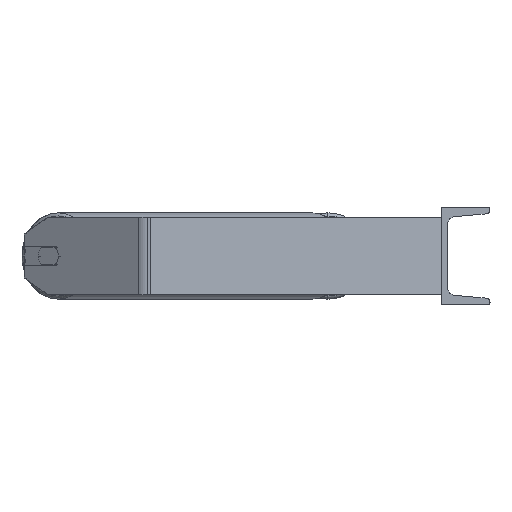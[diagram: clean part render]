
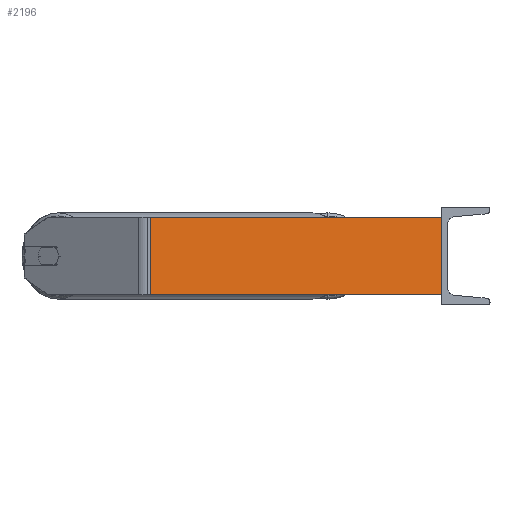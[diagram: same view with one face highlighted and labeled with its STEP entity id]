
A CAD part, left-side view. The second image highlights one B-rep face of the part: STEP entity #2196.
In plain terms, the highlighted planar face has unit normal (-0.985, -0.174, 0).
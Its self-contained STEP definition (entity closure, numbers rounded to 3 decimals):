
#192 = CARTESIAN_POINT ( 'NONE',  ( -739.027, 306.404, -40. ) ) ;
#211 = EDGE_CURVE ( 'NONE', #7843, #5458, #2254, .T. ) ;
#392 = DIRECTION ( 'NONE',  ( -0.174, 0.985, 0. ) ) ;
#651 = VERTEX_POINT ( 'NONE', #1329 ) ;
#860 = CARTESIAN_POINT ( 'NONE',  ( -737.876, 299.877, -40. ) ) ;
#1242 = DIRECTION ( 'NONE',  ( 0., 0., -1. ) ) ;
#1287 = AXIS2_PLACEMENT_3D ( 'NONE', #3941, #1894, #392 ) ;
#1329 = CARTESIAN_POINT ( 'NONE',  ( -737.876, 299.877, 40. ) ) ;
#1737 = PLANE ( 'NONE',  #1287 ) ;
#1843 = FACE_OUTER_BOUND ( 'NONE', #7927, .T. ) ;
#1894 = DIRECTION ( 'NONE',  ( 0.985, 0.174, 0. ) ) ;
#1947 = LINE ( 'NONE', #8220, #8458 ) ;
#2028 = LINE ( 'NONE', #7539, #9129 ) ;
#2196 = ADVANCED_FACE ( 'NONE', ( #1843 ), #1737, .F. ) ;
#2217 = DIRECTION ( 'NONE',  ( 0.174, -0.985, 0. ) ) ;
#2254 = LINE ( 'NONE', #192, #3005 ) ;
#2278 = EDGE_CURVE ( 'NONE', #651, #6853, #5649, .T. ) ;
#3005 = VECTOR ( 'NONE', #4304, 1000. ) ;
#3319 = DIRECTION ( 'NONE',  ( 0., 0., -1. ) ) ;
#3402 = VECTOR ( 'NONE', #2217, 1000. ) ;
#3941 = CARTESIAN_POINT ( 'NONE',  ( -739.027, 306.404, 40. ) ) ;
#4304 = DIRECTION ( 'NONE',  ( 0.174, -0.985, 0. ) ) ;
#4313 = CARTESIAN_POINT ( 'NONE',  ( -739.027, 306.404, 40. ) ) ;
#4327 = CARTESIAN_POINT ( 'NONE',  ( -685., 0., 40. ) ) ;
#4735 = EDGE_CURVE ( 'NONE', #651, #7843, #2028, .T. ) ;
#4842 = ORIENTED_EDGE ( 'NONE', *, *, #8132, .F. ) ;
#5458 = VERTEX_POINT ( 'NONE', #5803 ) ;
#5649 = LINE ( 'NONE', #4313, #3402 ) ;
#5803 = CARTESIAN_POINT ( 'NONE',  ( -685., 0., -40. ) ) ;
#6003 = ORIENTED_EDGE ( 'NONE', *, *, #4735, .T. ) ;
#6853 = VERTEX_POINT ( 'NONE', #4327 ) ;
#6929 = ORIENTED_EDGE ( 'NONE', *, *, #2278, .F. ) ;
#7539 = CARTESIAN_POINT ( 'NONE',  ( -737.876, 299.877, 40. ) ) ;
#7843 = VERTEX_POINT ( 'NONE', #860 ) ;
#7927 = EDGE_LOOP ( 'NONE', ( #8774, #4842, #6929, #6003 ) ) ;
#8132 = EDGE_CURVE ( 'NONE', #6853, #5458, #1947, .T. ) ;
#8220 = CARTESIAN_POINT ( 'NONE',  ( -685., 0., 40. ) ) ;
#8458 = VECTOR ( 'NONE', #3319, 1000. ) ;
#8774 = ORIENTED_EDGE ( 'NONE', *, *, #211, .T. ) ;
#9129 = VECTOR ( 'NONE', #1242, 1000. ) ;
